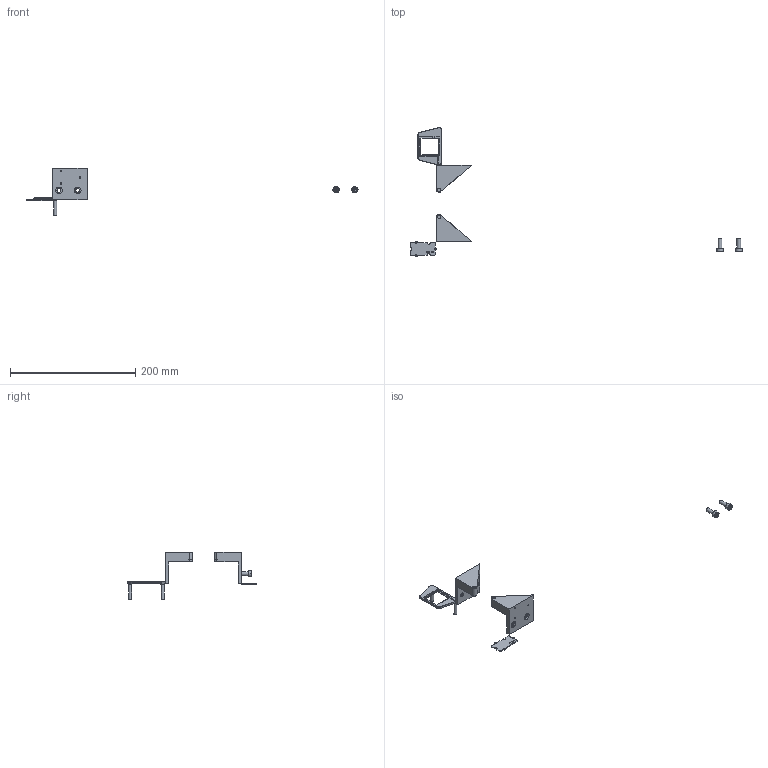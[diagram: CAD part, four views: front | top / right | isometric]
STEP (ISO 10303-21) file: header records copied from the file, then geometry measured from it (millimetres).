
FILE_DESCRIPTION(('FreeCAD Model'),'2;1');
FILE_NAME( 'sg90_arm.step', '2020-08-08T17:25:47',('FreeCAD'),('FreeCAD'), 'Open CASCADE STEP processor 7.3','FreeCAD','Unknown');
FILE_SCHEMA(('AUTOMOTIVE_DESIGN { 1 0 10303 214 1 1 1 1 }'));
Length unit declared in the file: millimetre
Products named in the file (20): Open CASCADE STEP translator 7.3 2; Open CASCADE STEP translator 7.3 2.1; Open CASCADE STEP translator 7.3 2.2; Open CASCADE STEP translator 7.3 2.3; Open CASCADE STEP translator 7.3 2.4; Open CASCADE STEP translator 7.3 2.5; Open CASCADE STEP translator 7.3 2.6; Open CASCADE STEP translator 7.3 2.7; Open CASCADE STEP translator 7.3 2.8; Open CASCADE STEP translator 7.3 2.9; Open CASCADE STEP translator 7.3 2.10; Open CASCADE STEP translator 7.3 2.11; Open CASCADE STEP translator 7.3 2.12; Open CASCADE STEP translator 7.3 2.13; Open CASCADE STEP translator 7.3 2.14; Open CASCADE STEP translator 7.3 2.15; Open CASCADE STEP translator 7.3 2.16; Open CASCADE STEP translator 7.3 2.17; Open CASCADE STEP translator 7.3 2.18; Open CASCADE STEP translator 7.3 2.19
Assembly tree (19 placements, depth 2):
  Open CASCADE STEP translator 7.3 2
    Open CASCADE STEP translator 7.3 2.1
    Open CASCADE STEP translator 7.3 2.2
    Open CASCADE STEP translator 7.3 2.3
    Open CASCADE STEP translator 7.3 2.4
    Open CASCADE STEP translator 7.3 2.5
    Open CASCADE STEP translator 7.3 2.6
    Open CASCADE STEP translator 7.3 2.7
    Open CASCADE STEP translator 7.3 2.8
    Open CASCADE STEP translator 7.3 2.9
    Open CASCADE STEP translator 7.3 2.10
    Open CASCADE STEP translator 7.3 2.11
    Open CASCADE STEP translator 7.3 2.12
    Open CASCADE STEP translator 7.3 2.13
    Open CASCADE STEP translator 7.3 2.14
    Open CASCADE STEP translator 7.3 2.15
    Open CASCADE STEP translator 7.3 2.16
    Open CASCADE STEP translator 7.3 2.17
    Open CASCADE STEP translator 7.3 2.18
    Open CASCADE STEP translator 7.3 2.19
Bounding box: 529.5 x 205.52 x 75 mm (x, y, z)
Volume: 94370 mm3; surface area: 40303.4 mm2
Topology: 8 solids, 8 shells, 288 faces, 690 edges, 442 vertices
Faces by surface type: plane 165, cylinder 93, torus 16, cone 8, revolution 4, sphere 2
Full cylindrical faces by diameter (mm): 0.889 x5, 2.2 x12, 4.8 x4, 5 x3, 6 x2, 6.2 x6, 10 x2, 10.5 x6
Entity records: 8782 total; most frequent: DIRECTION 1556, CARTESIAN_POINT 1468, ORIENTED_EDGE 1376, EDGE_CURVE 688, AXIS2_PLACEMENT_3D 558, VERTEX_POINT 442, LINE 436, VECTOR 436
